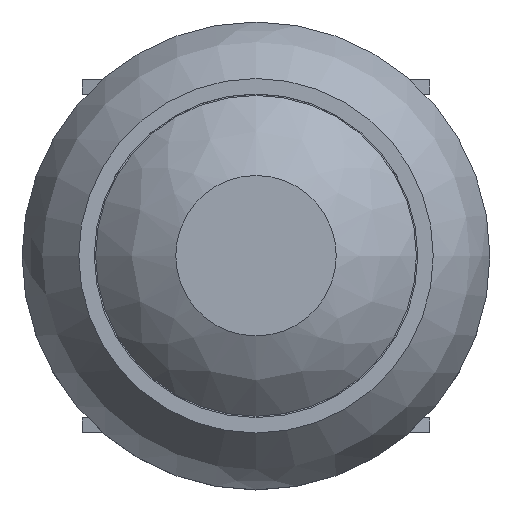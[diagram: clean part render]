
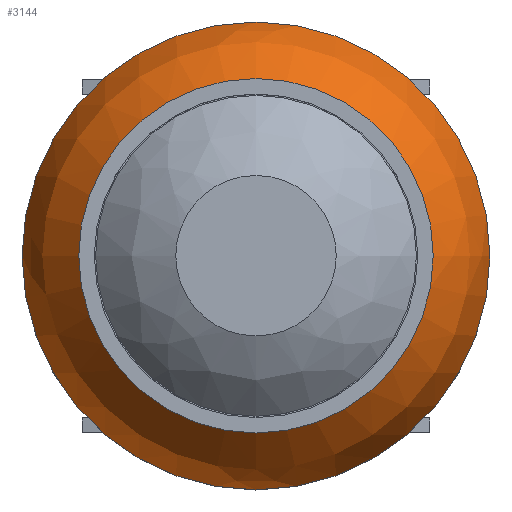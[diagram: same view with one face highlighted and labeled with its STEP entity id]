
A CAD part, top view. The second image highlights one B-rep face of the part: STEP entity #3144.
In plain terms, the highlighted free-form (B-spline) face has degree [2, 2] with [3, 9] control points.
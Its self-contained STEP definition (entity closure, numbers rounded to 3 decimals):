
#59=(
BOUNDED_SURFACE()
B_SPLINE_SURFACE(2,2,((#4996,#4997,#4998,#4999,#5000,#5001,#5002,#5003,
#5004),(#5005,#5006,#5007,#5008,#5009,#5010,#5011,#5012,#5013),(#5014,#5015,
#5016,#5017,#5018,#5019,#5020,#5021,#5022)),.UNSPECIFIED.,.F.,.T.,.F.)
B_SPLINE_SURFACE_WITH_KNOTS((3,3),(3,2,2,2,3),(-0.888,-0.201),
(-3.142,-1.571,0.,1.571,3.142),
 .UNSPECIFIED.)
GEOMETRIC_REPRESENTATION_ITEM()
RATIONAL_B_SPLINE_SURFACE(((1.,0.707,1.,0.707,1.,
0.707,1.,0.707,1.),(0.942,0.666,
0.942,0.666,0.942,0.666,
0.942,0.666,0.942),(1.,0.707,
1.,0.707,1.,0.707,1.,0.707,1.)))
REPRESENTATION_ITEM('')
SURFACE()
);
#188=CIRCLE('',#3405,6.63);
#189=CIRCLE('',#3406,6.63);
#190=CIRCLE('',#3407,6.075);
#191=CIRCLE('',#3408,8.75);
#192=CIRCLE('',#3409,8.75);
#355=FACE_OUTER_BOUND('',#544,.T.);
#544=EDGE_LOOP('',(#2445,#2446,#2447,#2448,#2449,#2450));
#1392=VERTEX_POINT('',#4992);
#1393=VERTEX_POINT('',#4993);
#1394=VERTEX_POINT('',#5023);
#1395=VERTEX_POINT('',#5025);
#1772=EDGE_CURVE('',#1392,#1393,#188,.T.);
#1773=EDGE_CURVE('',#1393,#1392,#189,.T.);
#1774=EDGE_CURVE('',#1393,#1394,#190,.T.);
#1775=EDGE_CURVE('',#1395,#1394,#191,.T.);
#1776=EDGE_CURVE('',#1394,#1395,#192,.T.);
#2445=ORIENTED_EDGE('',*,*,#1772,.T.);
#2446=ORIENTED_EDGE('',*,*,#1774,.T.);
#2447=ORIENTED_EDGE('',*,*,#1775,.F.);
#2448=ORIENTED_EDGE('',*,*,#1776,.F.);
#2449=ORIENTED_EDGE('',*,*,#1774,.F.);
#2450=ORIENTED_EDGE('',*,*,#1773,.T.);
#3144=ADVANCED_FACE('',(#355),#59,.F.);
#3405=AXIS2_PLACEMENT_3D('',#4994,#4026,#4027);
#3406=AXIS2_PLACEMENT_3D('',#4995,#4028,#4029);
#3407=AXIS2_PLACEMENT_3D('',#5024,#4030,#4031);
#3408=AXIS2_PLACEMENT_3D('',#5026,#4032,#4033);
#3409=AXIS2_PLACEMENT_3D('',#5027,#4034,#4035);
#4026=DIRECTION('center_axis',(0.,0.,-1.));
#4027=DIRECTION('ref_axis',(-1.,0.,0.));
#4028=DIRECTION('center_axis',(0.,0.,-1.));
#4029=DIRECTION('ref_axis',(-1.,0.,0.));
#4030=DIRECTION('center_axis',(0.,1.,0.));
#4031=DIRECTION('ref_axis',(1.,0.,0.));
#4032=DIRECTION('center_axis',(0.,0.,-1.));
#4033=DIRECTION('ref_axis',(-1.,0.,0.));
#4034=DIRECTION('center_axis',(0.,0.,-1.));
#4035=DIRECTION('ref_axis',(-1.,0.,0.));
#4992=CARTESIAN_POINT('',(-6.63,0.,5.));
#4993=CARTESIAN_POINT('',(6.63,0.,5.));
#4994=CARTESIAN_POINT('Origin',(0.,0.,5.));
#4995=CARTESIAN_POINT('Origin',(0.,0.,5.));
#4996=CARTESIAN_POINT('Ctrl Pts',(6.63,0.,5.));
#4997=CARTESIAN_POINT('Ctrl Pts',(6.63,-6.63,5.));
#4998=CARTESIAN_POINT('Ctrl Pts',(0.,-6.63,
5.));
#4999=CARTESIAN_POINT('Ctrl Pts',(-6.63,-6.63,5.));
#5000=CARTESIAN_POINT('Ctrl Pts',(-6.63,0.,
5.));
#5001=CARTESIAN_POINT('Ctrl Pts',(-6.63,6.63,5.));
#5002=CARTESIAN_POINT('Ctrl Pts',(0.,6.63,
5.));
#5003=CARTESIAN_POINT('Ctrl Pts',(6.63,6.63,5.));
#5004=CARTESIAN_POINT('Ctrl Pts',(6.63,0.,5.));
#5005=CARTESIAN_POINT('Ctrl Pts',(8.316,0.,
3.629));
#5006=CARTESIAN_POINT('Ctrl Pts',(8.316,-8.316,3.629));
#5007=CARTESIAN_POINT('Ctrl Pts',(0.,-8.316,
3.629));
#5008=CARTESIAN_POINT('Ctrl Pts',(-8.316,-8.316,3.629));
#5009=CARTESIAN_POINT('Ctrl Pts',(-8.316,0.,
3.629));
#5010=CARTESIAN_POINT('Ctrl Pts',(-8.316,8.316,3.629));
#5011=CARTESIAN_POINT('Ctrl Pts',(0.,8.316,
3.629));
#5012=CARTESIAN_POINT('Ctrl Pts',(8.316,8.316,3.629));
#5013=CARTESIAN_POINT('Ctrl Pts',(8.316,0.,
3.629));
#5014=CARTESIAN_POINT('Ctrl Pts',(8.75,0.,
1.5));
#5015=CARTESIAN_POINT('Ctrl Pts',(8.75,-8.75,1.5));
#5016=CARTESIAN_POINT('Ctrl Pts',(0.,-8.75,
1.5));
#5017=CARTESIAN_POINT('Ctrl Pts',(-8.75,-8.75,1.5));
#5018=CARTESIAN_POINT('Ctrl Pts',(-8.75,0.,1.5));
#5019=CARTESIAN_POINT('Ctrl Pts',(-8.75,8.75,1.5));
#5020=CARTESIAN_POINT('Ctrl Pts',(0.,8.75,1.5));
#5021=CARTESIAN_POINT('Ctrl Pts',(8.75,8.75,1.5));
#5022=CARTESIAN_POINT('Ctrl Pts',(8.75,0.,
1.5));
#5023=CARTESIAN_POINT('',(8.75,0.,1.5));
#5024=CARTESIAN_POINT('Origin',(2.797,0.,
0.287));
#5025=CARTESIAN_POINT('',(-8.75,0.,1.5));
#5026=CARTESIAN_POINT('Origin',(0.,0.,1.5));
#5027=CARTESIAN_POINT('Origin',(0.,0.,1.5));
